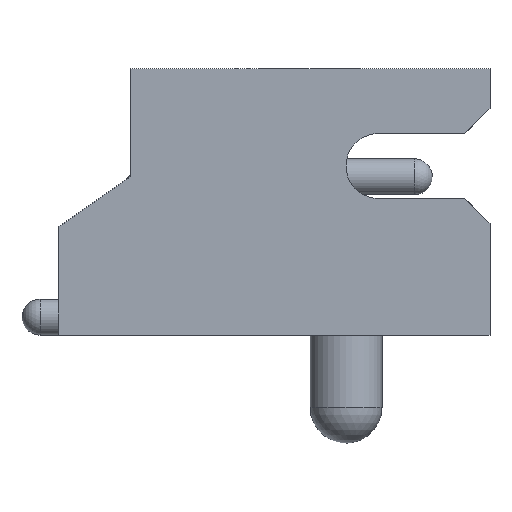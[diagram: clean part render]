
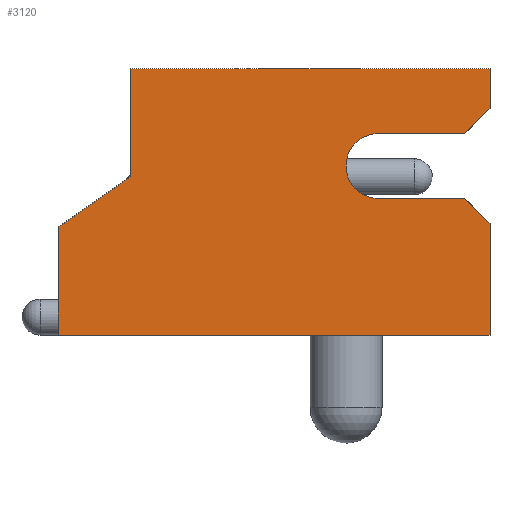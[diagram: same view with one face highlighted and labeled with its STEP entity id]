
A CAD part, front view. The second image highlights one B-rep face of the part: STEP entity #3120.
In plain terms, the highlighted planar face has unit normal (0, -1, 0).
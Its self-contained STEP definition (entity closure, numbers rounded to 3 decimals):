
#56=PLANE('',#3446);
#271=FACE_OUTER_BOUND('',#444,.T.);
#444=EDGE_LOOP('',(#2438,#2439,#2440,#2441,#2442,#2443,#2444,#2445,#2446,
#2447,#2448,#2449));
#609=LINE('',#5130,#907);
#620=LINE('',#5167,#918);
#630=LINE('',#5187,#928);
#640=LINE('',#5208,#938);
#643=LINE('',#5214,#941);
#651=LINE('',#5232,#949);
#652=LINE('',#5233,#950);
#653=LINE('',#5235,#951);
#654=LINE('',#5237,#952);
#655=LINE('',#5239,#953);
#656=LINE('',#5240,#954);
#907=VECTOR('',#4022,10.);
#918=VECTOR('',#4055,10.);
#928=VECTOR('',#4071,10.);
#938=VECTOR('',#4085,10.);
#941=VECTOR('',#4090,10.);
#949=VECTOR('',#4110,10.);
#950=VECTOR('',#4111,10.);
#951=VECTOR('',#4112,10.);
#952=VECTOR('',#4113,10.);
#953=VECTOR('',#4114,10.);
#954=VECTOR('',#4115,10.);
#1273=CIRCLE('',#3443,0.45);
#1415=VERTEX_POINT('',#5127);
#1416=VERTEX_POINT('',#5129);
#1430=VERTEX_POINT('',#5164);
#1431=VERTEX_POINT('',#5166);
#1438=VERTEX_POINT('',#5186);
#1446=VERTEX_POINT('',#5205);
#1447=VERTEX_POINT('',#5207);
#1449=VERTEX_POINT('',#5213);
#1453=VERTEX_POINT('',#5231);
#1454=VERTEX_POINT('',#5234);
#1455=VERTEX_POINT('',#5236);
#1456=VERTEX_POINT('',#5238);
#1772=EDGE_CURVE('',#1416,#1415,#609,.T.);
#1789=EDGE_CURVE('',#1431,#1430,#620,.T.);
#1799=EDGE_CURVE('',#1438,#1431,#630,.T.);
#1809=EDGE_CURVE('',#1447,#1446,#640,.T.);
#1812=EDGE_CURVE('',#1449,#1447,#643,.T.);
#1815=EDGE_CURVE('',#1430,#1449,#1273,.T.);
#1822=EDGE_CURVE('',#1453,#1446,#651,.T.);
#1823=EDGE_CURVE('',#1416,#1453,#652,.T.);
#1824=EDGE_CURVE('',#1415,#1454,#653,.T.);
#1825=EDGE_CURVE('',#1454,#1455,#654,.T.);
#1826=EDGE_CURVE('',#1455,#1456,#655,.T.);
#1827=EDGE_CURVE('',#1438,#1456,#656,.T.);
#2438=ORIENTED_EDGE('',*,*,#1799,.T.);
#2439=ORIENTED_EDGE('',*,*,#1789,.T.);
#2440=ORIENTED_EDGE('',*,*,#1815,.T.);
#2441=ORIENTED_EDGE('',*,*,#1812,.T.);
#2442=ORIENTED_EDGE('',*,*,#1809,.T.);
#2443=ORIENTED_EDGE('',*,*,#1822,.F.);
#2444=ORIENTED_EDGE('',*,*,#1823,.F.);
#2445=ORIENTED_EDGE('',*,*,#1772,.T.);
#2446=ORIENTED_EDGE('',*,*,#1824,.T.);
#2447=ORIENTED_EDGE('',*,*,#1825,.T.);
#2448=ORIENTED_EDGE('',*,*,#1826,.T.);
#2449=ORIENTED_EDGE('',*,*,#1827,.F.);
#3120=ADVANCED_FACE('',(#271),#56,.T.);
#3443=AXIS2_PLACEMENT_3D('',#5218,#4096,#4097);
#3446=AXIS2_PLACEMENT_3D('',#5230,#4108,#4109);
#4022=DIRECTION('',(0.,0.,-1.));
#4055=DIRECTION('',(-1.,0.,0.));
#4071=DIRECTION('',(-0.707,0.,0.707));
#4085=DIRECTION('',(0.707,0.,0.707));
#4090=DIRECTION('',(1.,0.,0.));
#4096=DIRECTION('center_axis',(0.,1.,0.));
#4097=DIRECTION('ref_axis',(0.,0.,1.));
#4108=DIRECTION('center_axis',(0.,-1.,0.));
#4109=DIRECTION('ref_axis',(0.,0.,-1.));
#4110=DIRECTION('',(0.,0.,-1.));
#4111=DIRECTION('',(1.,0.,0.));
#4112=DIRECTION('',(-0.819,0.,-0.573));
#4113=DIRECTION('',(0.,0.,-1.));
#4114=DIRECTION('',(1.,0.,0.));
#4115=DIRECTION('',(0.,0.,-1.));
#5127=CARTESIAN_POINT('',(-3.,-0.6,2.2));
#5129=CARTESIAN_POINT('',(-3.,-0.6,3.7));
#5130=CARTESIAN_POINT('',(-3.,-0.6,3.7));
#5164=CARTESIAN_POINT('',(0.45,-0.6,1.9));
#5166=CARTESIAN_POINT('',(1.65,-0.6,1.9));
#5167=CARTESIAN_POINT('',(-0.675,-0.6,1.9));
#5186=CARTESIAN_POINT('',(2.,-0.6,1.55));
#5187=CARTESIAN_POINT('',(0.213,-0.6,3.338));
#5205=CARTESIAN_POINT('',(2.,-0.6,3.15));
#5207=CARTESIAN_POINT('',(1.65,-0.6,2.8));
#5208=CARTESIAN_POINT('',(0.713,-0.6,1.863));
#5213=CARTESIAN_POINT('',(0.45,-0.6,2.8));
#5214=CARTESIAN_POINT('',(-1.275,-0.6,2.8));
#5218=CARTESIAN_POINT('Origin',(0.45,-0.6,2.35));
#5230=CARTESIAN_POINT('Origin',(-3.,-0.6,3.7));
#5231=CARTESIAN_POINT('',(2.,-0.6,3.7));
#5232=CARTESIAN_POINT('',(2.,-0.6,3.7));
#5233=CARTESIAN_POINT('',(-3.,-0.6,3.7));
#5234=CARTESIAN_POINT('',(-4.,-0.6,1.5));
#5235=CARTESIAN_POINT('',(-3.,-0.6,2.2));
#5236=CARTESIAN_POINT('',(-4.,-0.6,0.));
#5237=CARTESIAN_POINT('',(-4.,-0.6,1.5));
#5238=CARTESIAN_POINT('',(2.,-0.6,0.));
#5239=CARTESIAN_POINT('',(-3.,-0.6,0.));
#5240=CARTESIAN_POINT('',(2.,-0.6,3.7));
